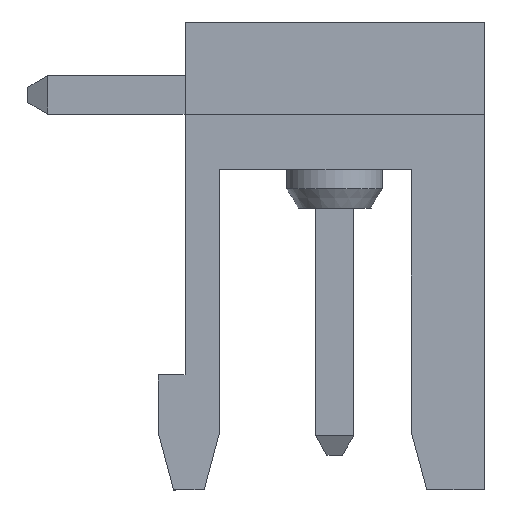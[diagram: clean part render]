
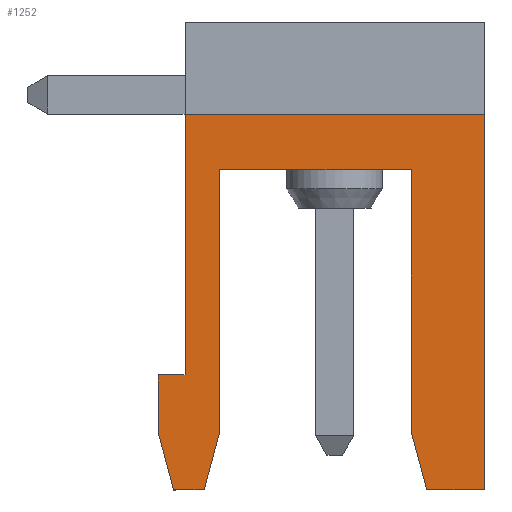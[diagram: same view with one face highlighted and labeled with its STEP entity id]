
A CAD part, front view. The second image highlights one B-rep face of the part: STEP entity #1252.
In plain terms, the highlighted planar face has unit normal (0, -1, 0).
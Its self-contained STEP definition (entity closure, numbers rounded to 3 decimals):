
#1252 = ADVANCED_FACE( '', ( #2541 ), #2542, .F. );
#2541 = FACE_OUTER_BOUND( '', #3831, .T. );
#2542 = PLANE( '', #3832 );
#3831 = EDGE_LOOP( '', ( #7469, #7470, #7471, #7472, #7473, #7474, #7475, #7476, #7477, #7478, #7479, #7480, #7481 ) );
#3832 = AXIS2_PLACEMENT_3D( '', #7482, #7483, #7484 );
#7469 = ORIENTED_EDGE( '', *, *, #7861, .F. );
#7470 = ORIENTED_EDGE( '', *, *, #7678, .T. );
#7471 = ORIENTED_EDGE( '', *, *, #8912, .F. );
#7472 = ORIENTED_EDGE( '', *, *, #8195, .F. );
#7473 = ORIENTED_EDGE( '', *, *, #8435, .F. );
#7474 = ORIENTED_EDGE( '', *, *, #8393, .F. );
#7475 = ORIENTED_EDGE( '', *, *, #8612, .F. );
#7476 = ORIENTED_EDGE( '', *, *, #8817, .F. );
#7477 = ORIENTED_EDGE( '', *, *, #8714, .F. );
#7478 = ORIENTED_EDGE( '', *, *, #7999, .F. );
#7479 = ORIENTED_EDGE( '', *, *, #8907, .F. );
#7480 = ORIENTED_EDGE( '', *, *, #8088, .T. );
#7481 = ORIENTED_EDGE( '', *, *, #7665, .T. );
#7482 = CARTESIAN_POINT( '', ( 209.301, 26.85, -9.8 ) );
#7483 = DIRECTION( '', ( 0., 1., 0. ) );
#7484 = DIRECTION( '', ( 1., 0., 0. ) );
#7665 = EDGE_CURVE( '', #9180, #9178, #9181, .T. );
#7678 = EDGE_CURVE( '', #9201, #9202, #9203, .T. );
#7861 = EDGE_CURVE( '', #9201, #9178, #9515, .T. );
#7999 = EDGE_CURVE( '', #9748, #9711, #9750, .T. );
#8088 = EDGE_CURVE( '', #9889, #9180, #9890, .T. );
#8195 = EDGE_CURVE( '', #10047, #10049, #10050, .T. );
#8393 = EDGE_CURVE( '', #10328, #10329, #10330, .T. );
#8435 = EDGE_CURVE( '', #10329, #10047, #10394, .T. );
#8612 = EDGE_CURVE( '', #10635, #10328, #10637, .T. );
#8714 = EDGE_CURVE( '', #9711, #10769, #10771, .T. );
#8817 = EDGE_CURVE( '', #10769, #10635, #10885, .T. );
#8907 = EDGE_CURVE( '', #9889, #9748, #10978, .T. );
#8912 = EDGE_CURVE( '', #10049, #9202, #10983, .T. );
#9178 = VERTEX_POINT( '', #11326 );
#9180 = VERTEX_POINT( '', #11329 );
#9181 = LINE( '', #11330, #11331 );
#9201 = VERTEX_POINT( '', #11364 );
#9202 = VERTEX_POINT( '', #11365 );
#9203 = LINE( '', #11366, #11367 );
#9515 = LINE( '', #11818, #11819 );
#9711 = VERTEX_POINT( '', #12101 );
#9748 = VERTEX_POINT( '', #12160 );
#9750 = LINE( '', #12163, #12164 );
#9889 = VERTEX_POINT( '', #12371 );
#9890 = LINE( '', #12372, #12373 );
#10047 = VERTEX_POINT( '', #12607 );
#10049 = VERTEX_POINT( '', #12610 );
#10050 = LINE( '', #12611, #12612 );
#10328 = VERTEX_POINT( '', #13029 );
#10329 = VERTEX_POINT( '', #13030 );
#10330 = LINE( '', #13031, #13032 );
#10394 = LINE( '', #13132, #13133 );
#10635 = VERTEX_POINT( '', #13506 );
#10637 = LINE( '', #13509, #13510 );
#10769 = VERTEX_POINT( '', #13710 );
#10771 = LINE( '', #13713, #13714 );
#10885 = LINE( '', #13886, #13887 );
#10978 = LINE( '', #14020, #14021 );
#10983 = LINE( '', #14026, #14027 );
#11326 = CARTESIAN_POINT( '', ( 210.901, 26.85, -1.45 ) );
#11329 = CARTESIAN_POINT( '', ( 210.901, 26.85, -8.307 ) );
#11330 = CARTESIAN_POINT( '', ( 210.901, 26.85, -9.8 ) );
#11331 = VECTOR( '', #14226, 1000. );
#11364 = CARTESIAN_POINT( '', ( 215.901, 26.85, -1.45 ) );
#11365 = CARTESIAN_POINT( '', ( 215.901, 26.85, -8.3 ) );
#11366 = CARTESIAN_POINT( '', ( 215.901, 26.85, -9.8 ) );
#11367 = VECTOR( '', #14234, 1000. );
#11818 = CARTESIAN_POINT( '', ( 209.301, 26.85, -1.45 ) );
#11819 = VECTOR( '', #14407, 1000. );
#12101 = CARTESIAN_POINT( '', ( 209.301, 26.85, -8.307 ) );
#12160 = CARTESIAN_POINT( '', ( 209.701, 26.85, -9.8 ) );
#12163 = CARTESIAN_POINT( '', ( 209.301, 26.85, -8.307 ) );
#12164 = VECTOR( '', #14538, 1000. );
#12371 = CARTESIAN_POINT( '', ( 210.501, 26.85, -9.8 ) );
#12372 = CARTESIAN_POINT( '', ( 210.42, 26.85, -10.1 ) );
#12373 = VECTOR( '', #14610, 1000. );
#12607 = CARTESIAN_POINT( '', ( 217.801, 26.85, -9.8 ) );
#12610 = CARTESIAN_POINT( '', ( 216.303, 26.85, -9.8 ) );
#12611 = CARTESIAN_POINT( '', ( 216.303, 26.85, -9.8 ) );
#12612 = VECTOR( '', #14707, 1000. );
#13029 = CARTESIAN_POINT( '', ( 210., 26.85, 0. ) );
#13030 = CARTESIAN_POINT( '', ( 217.801, 26.85, 0. ) );
#13031 = CARTESIAN_POINT( '', ( 217.801, 26.85, 0. ) );
#13032 = VECTOR( '', #14865, 1000. );
#13132 = CARTESIAN_POINT( '', ( 217.801, 26.85, -9.8 ) );
#13133 = VECTOR( '', #14902, 1000. );
#13506 = CARTESIAN_POINT( '', ( 210., 26.85, -6.8 ) );
#13509 = CARTESIAN_POINT( '', ( 210., 26.85, 0. ) );
#13510 = VECTOR( '', #15048, 1000. );
#13710 = CARTESIAN_POINT( '', ( 209.301, 26.85, -6.8 ) );
#13713 = CARTESIAN_POINT( '', ( 209.301, 26.85, -6.8 ) );
#13714 = VECTOR( '', #15124, 1000. );
#13886 = CARTESIAN_POINT( '', ( 209.901, 26.85, -6.8 ) );
#13887 = VECTOR( '', #15186, 1000. );
#14020 = CARTESIAN_POINT( '', ( 216.303, 26.85, -9.8 ) );
#14021 = VECTOR( '', #15227, 1000. );
#14026 = CARTESIAN_POINT( '', ( 215.901, 26.85, -8.3 ) );
#14027 = VECTOR( '', #15228, 1000. );
#14226 = DIRECTION( '', ( 0., 0., 1. ) );
#14234 = DIRECTION( '', ( 0., 0., -1. ) );
#14407 = DIRECTION( '', ( -1., 0., 0. ) );
#14538 = DIRECTION( '', ( -0.259, 0., 0.966 ) );
#14610 = DIRECTION( '', ( 0.259, 0., 0.966 ) );
#14707 = DIRECTION( '', ( -1., 0., 0. ) );
#14865 = DIRECTION( '', ( 1., 0., 0. ) );
#14902 = DIRECTION( '', ( 0., 0., -1. ) );
#15048 = DIRECTION( '', ( 0., 0., 1. ) );
#15124 = DIRECTION( '', ( 0., 0., 1. ) );
#15186 = DIRECTION( '', ( 1., 0., 0. ) );
#15227 = DIRECTION( '', ( -1., 0., 0. ) );
#15228 = DIRECTION( '', ( -0.259, 0., 0.966 ) );
